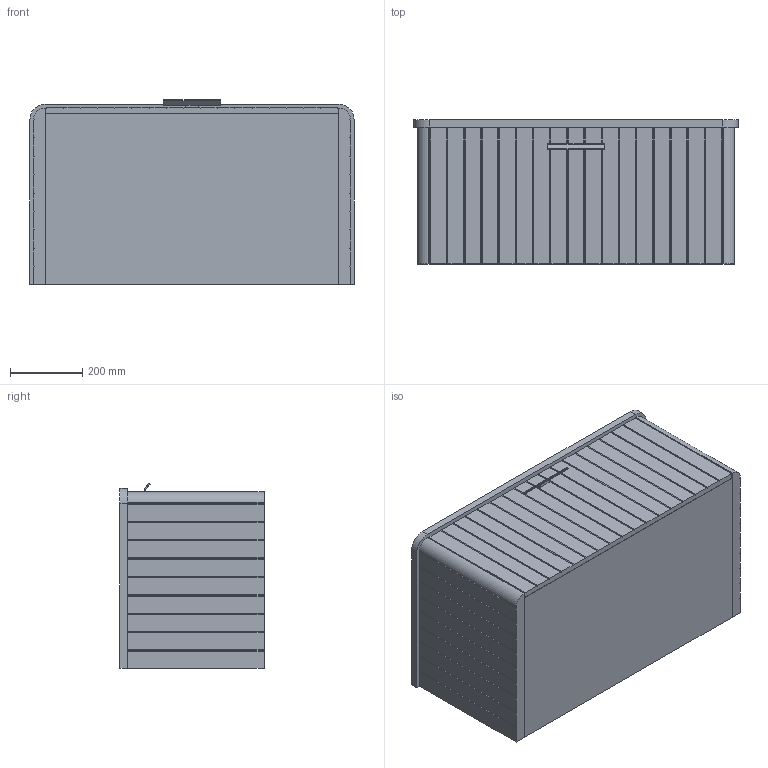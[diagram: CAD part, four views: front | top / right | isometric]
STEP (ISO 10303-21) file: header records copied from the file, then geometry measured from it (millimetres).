
FILE_DESCRIPTION (( 'STEP AP214' ), '1' );
FILE_NAME ('Kado Neue 900 All Drawer.STEP', '2019-07-10T05:42:44', ( '' ), ( '' ), 'SwSTEP 2.0', 'SolidWorks 2015', '' );
FILE_SCHEMA (( 'AUTOMOTIVE_DESIGN' ));
Length unit declared in the file: millimetre
Products named in the file (3): Hammer; Kado Neue 900 All Drawer
Assembly tree (2 placements, depth 2):
  Kado Neue 900 All Drawer
    Kado Neue 900 All Drawer
    Hammer
Bounding box: 900 x 400 x 513.59 mm (x, y, z)
Volume: 46440501 mm3; surface area: 5124697.6 mm2
Topology: 6 solids, 6 shells, 182 faces, 487 edges, 314 vertices
Faces by surface type: plane 145, cylinder 27, sphere 10
Entity records: 5657 total; most frequent: CARTESIAN_POINT 994, ORIENTED_EDGE 958, DIRECTION 899, EDGE_CURVE 479, VECTOR 421, LINE 421, VERTEX_POINT 310, AXIS2_PLACEMENT_3D 239
